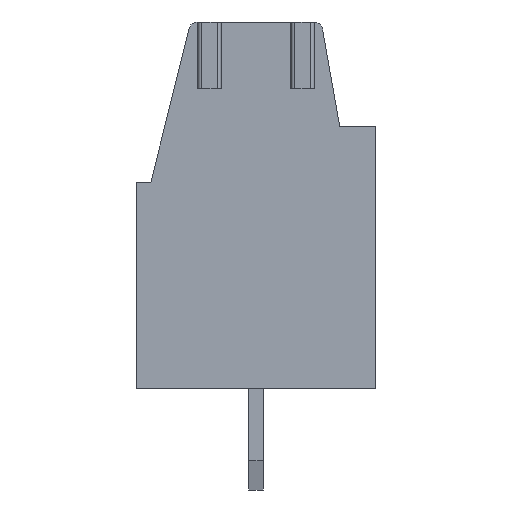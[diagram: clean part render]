
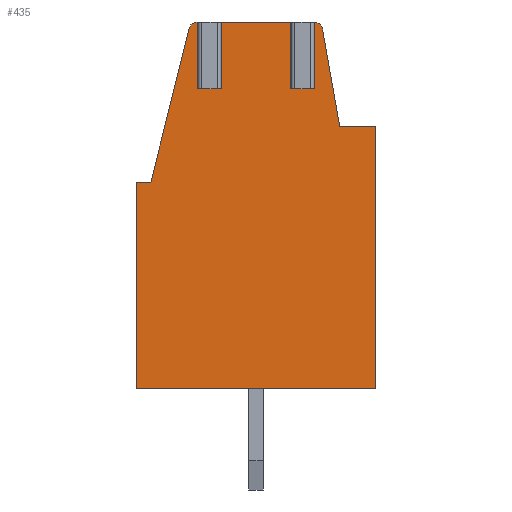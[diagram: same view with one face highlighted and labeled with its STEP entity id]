
A CAD part, left-side view. The second image highlights one B-rep face of the part: STEP entity #435.
In plain terms, the highlighted planar face has unit normal (-1, 0, 0).
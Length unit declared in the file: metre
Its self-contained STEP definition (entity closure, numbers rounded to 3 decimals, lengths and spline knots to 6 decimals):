
#435=ADVANCED_FACE('',(#962),#963,.T.);
#962=FACE_OUTER_BOUND('',#1572,.T.);
#963=PLANE('',#1573);
#1572=EDGE_LOOP('',(#2819,#2820,#2821,#2822,#2823,#2824,#2825,#2826,#2827,#2828,#2829,#2830,#2831,#2832,#2833,#2834,#2835,#2836));
#1573=AXIS2_PLACEMENT_3D('',#2837,#2838,#2839);
#2819=ORIENTED_EDGE('',*,*,#3685,.F.);
#2820=ORIENTED_EDGE('',*,*,#3730,.F.);
#2821=ORIENTED_EDGE('',*,*,#3647,.T.);
#2822=ORIENTED_EDGE('',*,*,#4014,.T.);
#2823=ORIENTED_EDGE('',*,*,#4011,.T.);
#2824=ORIENTED_EDGE('',*,*,#4065,.T.);
#2825=ORIENTED_EDGE('',*,*,#4066,.F.);
#2826=ORIENTED_EDGE('',*,*,#4056,.T.);
#2827=ORIENTED_EDGE('',*,*,#4027,.T.);
#2828=ORIENTED_EDGE('',*,*,#4033,.T.);
#2829=ORIENTED_EDGE('',*,*,#4067,.T.);
#2830=ORIENTED_EDGE('',*,*,#3732,.F.);
#2831=ORIENTED_EDGE('',*,*,#3677,.T.);
#2832=ORIENTED_EDGE('',*,*,#3851,.T.);
#2833=ORIENTED_EDGE('',*,*,#3706,.F.);
#2834=ORIENTED_EDGE('',*,*,#3731,.F.);
#2835=ORIENTED_EDGE('',*,*,#3682,.T.);
#2836=ORIENTED_EDGE('',*,*,#3849,.T.);
#2837=CARTESIAN_POINT('',(0.116232,0.356075,-0.000191));
#2838=DIRECTION('',(-1.0,0.,0.));
#2839=DIRECTION('',(0.,0.,1.0));
#3647=EDGE_CURVE('',#4361,#4367,#4369,.T.);
#3677=EDGE_CURVE('',#4414,#4419,#4421,.T.);
#3682=EDGE_CURVE('',#4423,#4428,#4430,.T.);
#3685=EDGE_CURVE('',#4433,#4435,#4436,.T.);
#3706=EDGE_CURVE('',#4466,#4468,#4469,.T.);
#3730=EDGE_CURVE('',#4361,#4433,#4500,.T.);
#3731=EDGE_CURVE('',#4423,#4466,#4501,.T.);
#3732=EDGE_CURVE('',#4414,#4502,#4503,.T.);
#3849=EDGE_CURVE('',#4428,#4435,#4671,.T.);
#3851=EDGE_CURVE('',#4419,#4468,#4673,.T.);
#4011=EDGE_CURVE('',#4911,#4915,#4917,.T.);
#4014=EDGE_CURVE('',#4367,#4911,#4920,.T.);
#4027=EDGE_CURVE('',#4943,#4941,#4944,.T.);
#4033=EDGE_CURVE('',#4941,#4951,#4953,.T.);
#4056=EDGE_CURVE('',#4994,#4943,#4995,.T.);
#4065=EDGE_CURVE('',#4915,#5009,#5010,.T.);
#4066=EDGE_CURVE('',#4994,#5009,#5011,.T.);
#4067=EDGE_CURVE('',#4951,#4502,#5012,.T.);
#4361=VERTEX_POINT('',#5412);
#4367=VERTEX_POINT('',#5420);
#4369=CIRCLE('',#5423,0.000298);
#4414=VERTEX_POINT('',#5484);
#4419=VERTEX_POINT('',#5490);
#4421=LINE('',#5492,#5493);
#4423=VERTEX_POINT('',#5495);
#4428=VERTEX_POINT('',#5501);
#4430=LINE('',#5503,#5504);
#4433=VERTEX_POINT('',#5507);
#4435=VERTEX_POINT('',#5509);
#4436=LINE('',#5510,#5511);
#4466=VERTEX_POINT('',#5552);
#4468=VERTEX_POINT('',#5554);
#4469=LINE('',#5555,#5556);
#4500=LINE('',#5596,#5597);
#4501=LINE('',#5598,#5599);
#4502=VERTEX_POINT('',#5600);
#4503=LINE('',#5601,#5602);
#4671=LINE('',#5817,#5818);
#4673=LINE('',#5820,#5821);
#4911=VERTEX_POINT('',#6170);
#4915=VERTEX_POINT('',#6176);
#4917=LINE('',#6179,#6180);
#4920=LINE('',#6184,#6185);
#4941=VERTEX_POINT('',#6216);
#4943=VERTEX_POINT('',#6219);
#4944=LINE('',#6220,#6221);
#4951=VERTEX_POINT('',#6231);
#4953=LINE('',#6234,#6235);
#4994=VERTEX_POINT('',#6297);
#4995=LINE('',#6298,#6299);
#5009=VERTEX_POINT('',#6319);
#5010=LINE('',#6320,#6321);
#5011=LINE('',#6322,#6323);
#5012=CIRCLE('',#6324,0.000298);
#5412=CARTESIAN_POINT('',(0.116232,0.360775,0.010669));
#5420=CARTESIAN_POINT('',(0.116232,0.361051,0.010482));
#5423=AXIS2_PLACEMENT_3D('',#6814,#6815,#6816);
#5484=CARTESIAN_POINT('',(0.116232,0.356782,0.010669));
#5490=CARTESIAN_POINT('',(0.116232,0.356782,0.008369));
#5492=CARTESIAN_POINT('',(0.116232,0.356782,0.027911));
#5493=VECTOR('',#6857,1.0);
#5495=CARTESIAN_POINT('',(0.116232,0.359984,0.010669));
#5501=CARTESIAN_POINT('',(0.116232,0.359984,0.008369));
#5503=CARTESIAN_POINT('',(0.116232,0.359984,0.027911));
#5504=VECTOR('',#6865,1.0);
#5507=CARTESIAN_POINT('',(0.116232,0.360739,0.010669));
#5509=CARTESIAN_POINT('',(0.116232,0.360739,0.008369));
#5510=CARTESIAN_POINT('',(0.116232,0.360739,0.027911));
#5511=VECTOR('',#6869,1.0);
#5552=CARTESIAN_POINT('',(0.116232,0.357537,0.010669));
#5554=CARTESIAN_POINT('',(0.116232,0.357537,0.008369));
#5555=CARTESIAN_POINT('',(0.116232,0.357537,0.027911));
#5556=VECTOR('',#6893,1.0);
#5596=CARTESIAN_POINT('',(0.116232,0.360775,0.010669));
#5597=VECTOR('',#6924,1.0);
#5598=CARTESIAN_POINT('',(0.116232,0.360775,0.010669));
#5599=VECTOR('',#6925,1.0);
#5600=CARTESIAN_POINT('',(0.116232,0.356764,0.010669));
#5601=CARTESIAN_POINT('',(0.116232,0.360775,0.010669));
#5602=VECTOR('',#6926,1.0);
#5817=CARTESIAN_POINT('',(0.116232,0.36134,0.008369));
#5818=VECTOR('',#7070,1.0);
#5820=CARTESIAN_POINT('',(0.116232,0.36134,0.008369));
#5821=VECTOR('',#7071,1.0);
#6170=CARTESIAN_POINT('',(0.116232,0.362379,0.005158));
#6176=CARTESIAN_POINT('',(0.116232,0.36286,0.005158));
#6179=CARTESIAN_POINT('',(0.116232,0.370692,0.005158));
#6180=VECTOR('',#7198,1.0);
#6184=CARTESIAN_POINT('',(0.116232,0.362379,0.005158));
#6185=VECTOR('',#7200,1.0);
#6216=CARTESIAN_POINT('',(0.116232,0.355879,0.007057));
#6219=CARTESIAN_POINT('',(0.116232,0.354661,0.007057));
#6220=CARTESIAN_POINT('',(0.116232,0.355879,0.007057));
#6221=VECTOR('',#7212,1.0);
#6231=CARTESIAN_POINT('',(0.116232,0.356466,0.010387));
#6234=CARTESIAN_POINT('',(0.116232,0.35647,0.01041));
#6235=VECTOR('',#7217,1.0);
#6297=CARTESIAN_POINT('',(0.116232,0.354661,-0.001931));
#6298=CARTESIAN_POINT('',(0.116232,0.354661,0.007057));
#6299=VECTOR('',#7239,1.0);
#6319=CARTESIAN_POINT('',(0.116232,0.36286,-0.001931));
#6320=CARTESIAN_POINT('',(0.116232,0.36286,0.005158));
#6321=VECTOR('',#7246,1.0);
#6322=CARTESIAN_POINT('',(0.116232,0.370692,-0.001931));
#6323=VECTOR('',#7247,1.0);
#6324=AXIS2_PLACEMENT_3D('',#7248,#7249,#7250);
#6814=CARTESIAN_POINT('',(0.116232,0.360775,0.010371));
#6815=DIRECTION('',(-1.0,0.,0.));
#6816=DIRECTION('',(0.,-0.616,-0.788));
#6857=DIRECTION('',(0.,0.,-1.0));
#6865=DIRECTION('',(0.,0.,-1.0));
#6869=DIRECTION('',(0.,0.,-1.0));
#6893=DIRECTION('',(0.,0.,-1.0));
#6924=DIRECTION('',(0.,-1.0,0.));
#6925=DIRECTION('',(0.,-1.0,0.));
#6926=DIRECTION('',(0.,-1.0,0.));
#7070=DIRECTION('',(0.,1.0,0.));
#7071=DIRECTION('',(0.,1.0,0.));
#7198=DIRECTION('',(0.,1.0,0.));
#7200=DIRECTION('',(0.,0.242,-0.97));
#7212=DIRECTION('',(0.,1.0,0.));
#7217=DIRECTION('',(0.,0.174,0.985));
#7239=DIRECTION('',(0.,0.,1.0));
#7246=DIRECTION('',(0.,0.,-1.0));
#7247=DIRECTION('',(0.,1.0,0.));
#7248=CARTESIAN_POINT('',(0.116232,0.356764,0.010371));
#7249=DIRECTION('',(-1.0,0.,0.));
#7250=DIRECTION('',(0.,0.643,-0.766));
